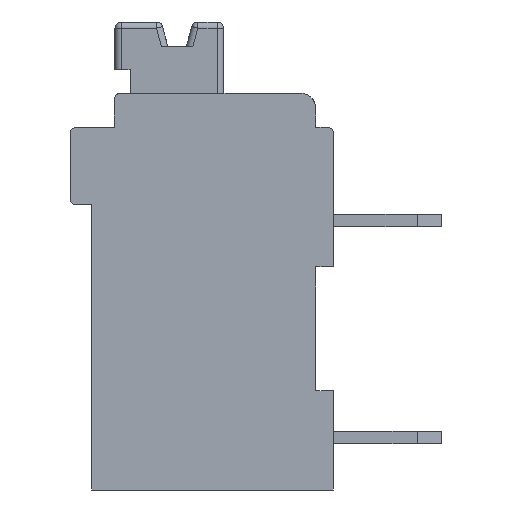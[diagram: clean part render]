
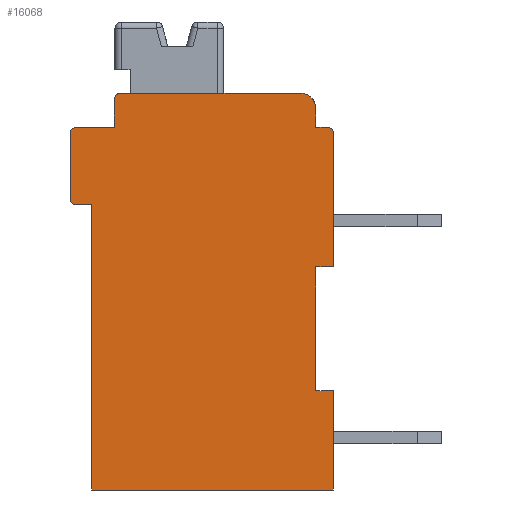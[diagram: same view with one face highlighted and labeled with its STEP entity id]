
A CAD part, left-side view. The second image highlights one B-rep face of the part: STEP entity #16068.
In plain terms, the highlighted planar face has unit normal (-1, 0, 0).
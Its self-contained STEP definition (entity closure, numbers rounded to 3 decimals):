
#397=PLANE('',#17056);
#929=CIRCLE('',#17013,0.5);
#931=CIRCLE('',#17017,0.2);
#954=CIRCLE('',#17057,0.2);
#955=CIRCLE('',#17058,0.2);
#956=CIRCLE('',#17059,0.2);
#2463=ORIENTED_EDGE('',*,*,#6975,.F.);
#2464=ORIENTED_EDGE('',*,*,#6883,.T.);
#2465=ORIENTED_EDGE('',*,*,#6878,.F.);
#2466=ORIENTED_EDGE('',*,*,#6890,.T.);
#2467=ORIENTED_EDGE('',*,*,#6888,.F.);
#2468=ORIENTED_EDGE('',*,*,#6934,.F.);
#2469=ORIENTED_EDGE('',*,*,#7035,.T.);
#2470=ORIENTED_EDGE('',*,*,#6926,.F.);
#2471=ORIENTED_EDGE('',*,*,#7036,.T.);
#2472=ORIENTED_EDGE('',*,*,#6923,.F.);
#2473=ORIENTED_EDGE('',*,*,#6210,.F.);
#2474=ORIENTED_EDGE('',*,*,#6908,.F.);
#2475=ORIENTED_EDGE('',*,*,#6916,.F.);
#2476=ORIENTED_EDGE('',*,*,#6922,.F.);
#2477=ORIENTED_EDGE('',*,*,#7008,.F.);
#2478=ORIENTED_EDGE('',*,*,#6918,.F.);
#2479=ORIENTED_EDGE('',*,*,#6229,.F.);
#2480=ORIENTED_EDGE('',*,*,#7037,.T.);
#2481=ORIENTED_EDGE('',*,*,#6976,.F.);
#6210=EDGE_CURVE('',#8604,#8605,#10134,.T.);
#6229=EDGE_CURVE('',#8616,#8617,#10153,.T.);
#6878=EDGE_CURVE('',#9165,#9166,#10760,.T.);
#6883=EDGE_CURVE('',#9170,#9166,#929,.F.);
#6888=EDGE_CURVE('',#9174,#9171,#10767,.T.);
#6890=EDGE_CURVE('',#9165,#9171,#931,.F.);
#6908=EDGE_CURVE('',#9188,#8604,#10785,.T.);
#6916=EDGE_CURVE('',#9193,#9188,#10793,.T.);
#6918=EDGE_CURVE('',#8617,#9195,#10795,.T.);
#6922=EDGE_CURVE('',#9197,#9193,#10799,.T.);
#6923=EDGE_CURVE('',#8605,#9198,#10800,.T.);
#6926=EDGE_CURVE('',#9199,#9200,#10803,.T.);
#6934=EDGE_CURVE('',#9203,#9174,#10808,.T.);
#6975=EDGE_CURVE('',#9170,#9224,#10830,.T.);
#6976=EDGE_CURVE('',#9224,#9225,#10831,.T.);
#7008=EDGE_CURVE('',#9195,#9197,#10863,.T.);
#7035=EDGE_CURVE('',#9203,#9200,#954,.F.);
#7036=EDGE_CURVE('',#9199,#9198,#955,.F.);
#7037=EDGE_CURVE('',#8616,#9225,#956,.F.);
#8604=VERTEX_POINT('',#22831);
#8605=VERTEX_POINT('',#22833);
#8616=VERTEX_POINT('',#22866);
#8617=VERTEX_POINT('',#22868);
#9165=VERTEX_POINT('',#24216);
#9166=VERTEX_POINT('',#24218);
#9170=VERTEX_POINT('',#24232);
#9171=VERTEX_POINT('',#24236);
#9174=VERTEX_POINT('',#24241);
#9188=VERTEX_POINT('',#24281);
#9193=VERTEX_POINT('',#24297);
#9195=VERTEX_POINT('',#24303);
#9197=VERTEX_POINT('',#24309);
#9198=VERTEX_POINT('',#24313);
#9199=VERTEX_POINT('',#24317);
#9200=VERTEX_POINT('',#24319);
#9203=VERTEX_POINT('',#24330);
#9224=VERTEX_POINT('',#24392);
#9225=VERTEX_POINT('',#24397);
#10134=LINE('',#22832,#12134);
#10153=LINE('',#22867,#12153);
#10760=LINE('',#24217,#12760);
#10767=LINE('',#24242,#12767);
#10785=LINE('',#24282,#12785);
#10793=LINE('',#24298,#12793);
#10795=LINE('',#24302,#12795);
#10799=LINE('',#24310,#12799);
#10800=LINE('',#24312,#12800);
#10803=LINE('',#24318,#12803);
#10808=LINE('',#24331,#12808);
#10830=LINE('',#24394,#12830);
#10831=LINE('',#24396,#12831);
#10863=LINE('',#24446,#12863);
#12134=VECTOR('',#18269,1000.);
#12153=VECTOR('',#18296,1000.);
#12760=VECTOR('',#19201,1000.);
#12767=VECTOR('',#19216,1000.);
#12785=VECTOR('',#19250,1000.);
#12793=VECTOR('',#19264,1000.);
#12795=VECTOR('',#19268,1000.);
#12799=VECTOR('',#19274,1000.);
#12800=VECTOR('',#19277,1000.);
#12803=VECTOR('',#19282,1000.);
#12808=VECTOR('',#19295,1000.);
#12830=VECTOR('',#19357,1000.);
#12831=VECTOR('',#19360,1000.);
#12863=VECTOR('',#19394,1000.);
#14147=EDGE_LOOP('',(#2463,#2464,#2465,#2466,#2467,#2468,#2469,#2470,#2471,
#2472,#2473,#2474,#2475,#2476,#2477,#2478,#2479,#2480,#2481));
#15024=FACE_BOUND('',#14147,.T.);
#16068=ADVANCED_FACE('',(#15024),#397,.F.);
#17013=AXIS2_PLACEMENT_3D('',#24231,#19208,#19209);
#17017=AXIS2_PLACEMENT_3D('',#24245,#19221,#19222);
#17056=AXIS2_PLACEMENT_3D('',#24485,#19421,#19422);
#17057=AXIS2_PLACEMENT_3D('',#24486,#19423,#19424);
#17058=AXIS2_PLACEMENT_3D('',#24487,#19425,#19426);
#17059=AXIS2_PLACEMENT_3D('',#24488,#19427,#19428);
#18269=DIRECTION('',(0.,0.,1.));
#18296=DIRECTION('',(0.,0.,-1.));
#19201=DIRECTION('',(0.,-1.,0.));
#19208=DIRECTION('',(1.,0.,0.));
#19209=DIRECTION('',(0.,0.,-1.));
#19216=DIRECTION('',(0.,0.,1.));
#19221=DIRECTION('',(1.,0.,0.));
#19222=DIRECTION('',(0.,0.,-1.));
#19250=DIRECTION('',(0.,1.,0.));
#19264=DIRECTION('',(0.,0.,-1.));
#19268=DIRECTION('',(0.,1.,0.));
#19274=DIRECTION('',(0.,-1.,0.));
#19277=DIRECTION('',(0.,1.,0.));
#19282=DIRECTION('',(0.,0.,1.));
#19295=DIRECTION('',(0.,-1.,0.));
#19357=DIRECTION('',(0.,0.,-1.));
#19360=DIRECTION('',(0.,-1.,0.));
#19394=DIRECTION('',(0.,0.,-1.));
#19421=DIRECTION('',(1.,0.,0.));
#19422=DIRECTION('',(0.,0.,-1.));
#19423=DIRECTION('',(1.,0.,0.));
#19424=DIRECTION('',(0.,0.,-1.));
#19425=DIRECTION('',(1.,0.,0.));
#19426=DIRECTION('',(0.,0.,-1.));
#19427=DIRECTION('',(1.,0.,0.));
#19428=DIRECTION('',(0.,0.,-1.));
#22831=CARTESIAN_POINT('',(-12.6,3.98,-5.2));
#22832=CARTESIAN_POINT('',(-12.6,3.98,4.));
#22833=CARTESIAN_POINT('',(-12.6,3.98,4.));
#22866=CARTESIAN_POINT('',(-12.6,-3.82,6.3));
#22867=CARTESIAN_POINT('',(-12.6,-3.82,6.5));
#22868=CARTESIAN_POINT('',(-12.6,-3.82,2.));
#24216=CARTESIAN_POINT('',(-12.6,3.05,7.6));
#24217=CARTESIAN_POINT('',(-12.6,3.25,7.6));
#24218=CARTESIAN_POINT('',(-12.6,-2.75,7.6));
#24231=CARTESIAN_POINT('',(-12.6,-2.75,7.1));
#24232=CARTESIAN_POINT('',(-12.6,-3.25,7.1));
#24236=CARTESIAN_POINT('',(-12.6,3.25,7.4));
#24241=CARTESIAN_POINT('',(-12.6,3.25,6.5));
#24242=CARTESIAN_POINT('',(-12.6,3.25,7.6));
#24245=CARTESIAN_POINT('',(-12.6,3.05,7.4));
#24281=CARTESIAN_POINT('',(-12.6,-3.82,-5.2));
#24282=CARTESIAN_POINT('',(-12.6,-3.82,-5.2));
#24297=CARTESIAN_POINT('',(-12.6,-3.82,-2.));
#24298=CARTESIAN_POINT('',(-12.6,-3.82,-2.));
#24302=CARTESIAN_POINT('',(-12.6,-3.82,2.));
#24303=CARTESIAN_POINT('',(-12.6,-3.25,2.));
#24309=CARTESIAN_POINT('',(-12.6,-3.25,-2.));
#24310=CARTESIAN_POINT('',(-12.6,-3.25,-2.));
#24312=CARTESIAN_POINT('',(-12.6,4.68,4.));
#24313=CARTESIAN_POINT('',(-12.6,4.48,4.));
#24317=CARTESIAN_POINT('',(-12.6,4.68,4.2));
#24318=CARTESIAN_POINT('',(-12.6,4.68,4.));
#24319=CARTESIAN_POINT('',(-12.6,4.68,6.3));
#24330=CARTESIAN_POINT('',(-12.6,4.48,6.5));
#24331=CARTESIAN_POINT('',(-12.6,3.25,6.5));
#24392=CARTESIAN_POINT('',(-12.6,-3.25,6.5));
#24394=CARTESIAN_POINT('',(-12.6,-3.25,6.5));
#24396=CARTESIAN_POINT('',(-12.6,-3.82,6.5));
#24397=CARTESIAN_POINT('',(-12.6,-3.62,6.5));
#24446=CARTESIAN_POINT('',(-12.6,-3.25,2.));
#24485=CARTESIAN_POINT('',(-12.6,0.,0.));
#24486=CARTESIAN_POINT('',(-12.6,4.48,6.3));
#24487=CARTESIAN_POINT('',(-12.6,4.48,4.2));
#24488=CARTESIAN_POINT('',(-12.6,-3.62,6.3));
